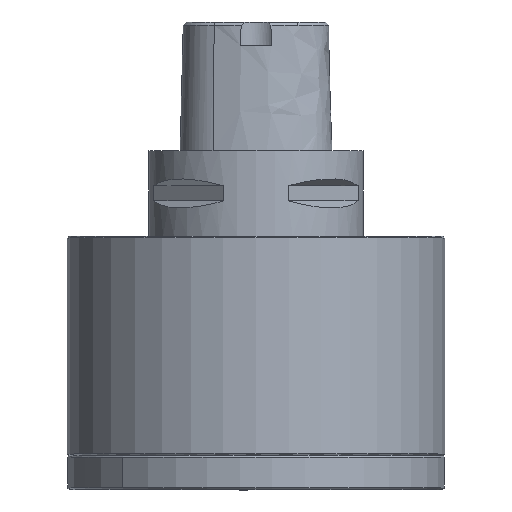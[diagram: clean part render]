
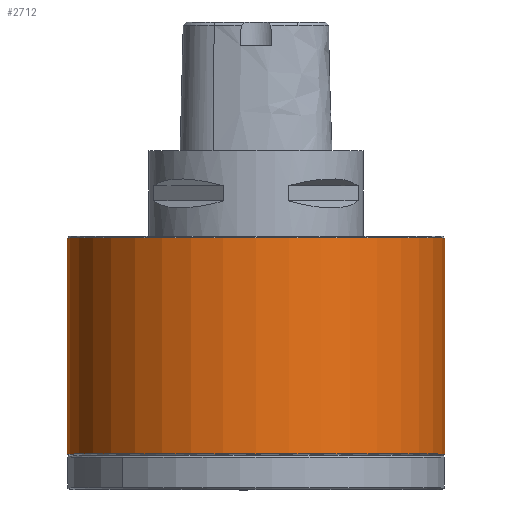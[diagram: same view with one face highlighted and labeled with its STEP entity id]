
A CAD part, top view. The second image highlights one B-rep face of the part: STEP entity #2712.
In plain terms, the highlighted cylindrical face has radius 44.056 mm (diameter 88.113 mm), a partial arc.
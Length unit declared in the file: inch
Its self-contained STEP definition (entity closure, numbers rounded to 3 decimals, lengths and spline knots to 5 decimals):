
#212 = CARTESIAN_POINT ( 'NONE',  ( -1.7345, 2., 0. ) ) ;
#320 = DIRECTION ( 'NONE',  ( -1., 0., 0. ) ) ;
#366 = EDGE_LOOP ( 'NONE', ( #1178, #6754, #814, #7337 ) ) ;
#475 = DIRECTION ( 'NONE',  ( 0., -1., 0. ) ) ;
#521 = VECTOR ( 'NONE', #2045, 39.37008 ) ;
#556 = CARTESIAN_POINT ( 'NONE',  ( 1.7345, 0.015, 0. ) ) ;
#669 = DIRECTION ( 'NONE',  ( 1., 0., 0. ) ) ;
#814 = ORIENTED_EDGE ( 'NONE', *, *, #5663, .T. ) ;
#957 = LINE ( 'NONE', #2723, #3823 ) ;
#1033 = EDGE_CURVE ( 'NONE', #3501, #1203, #7191, .T. ) ;
#1178 = ORIENTED_EDGE ( 'NONE', *, *, #1033, .T. ) ;
#1203 = VERTEX_POINT ( 'NONE', #212 ) ;
#1661 = CIRCLE ( 'NONE', #3044, 1.7345 ) ;
#1830 = DIRECTION ( 'NONE',  ( 0., 1., 0. ) ) ;
#2045 = DIRECTION ( 'NONE',  ( 0., -1., 0. ) ) ;
#2712 = ADVANCED_FACE ( 'NONE', ( #3492 ), #7164, .T. ) ;
#2723 = CARTESIAN_POINT ( 'NONE',  ( 1.7345, -16.14072, 0. ) ) ;
#2728 = CARTESIAN_POINT ( 'NONE',  ( -1.7345, 0.015, 0. ) ) ;
#2889 = EDGE_CURVE ( 'NONE', #3501, #4831, #957, .T. ) ;
#3044 = AXIS2_PLACEMENT_3D ( 'NONE', #5867, #1830, #5276 ) ;
#3244 = AXIS2_PLACEMENT_3D ( 'NONE', #6364, #4145, #320 ) ;
#3428 = CARTESIAN_POINT ( 'NONE',  ( -1.7345, -16.14072, 0. ) ) ;
#3492 = FACE_OUTER_BOUND ( 'NONE', #366, .T. ) ;
#3501 = VERTEX_POINT ( 'NONE', #6615 ) ;
#3561 = CARTESIAN_POINT ( 'NONE',  ( 0., -16.14072, 0. ) ) ;
#3823 = VECTOR ( 'NONE', #475, 39.37008 ) ;
#4145 = DIRECTION ( 'NONE',  ( 0., -1., 0. ) ) ;
#4726 = EDGE_CURVE ( 'NONE', #1203, #6137, #5113, .T. ) ;
#4831 = VERTEX_POINT ( 'NONE', #556 ) ;
#5113 = LINE ( 'NONE', #3428, #521 ) ;
#5276 = DIRECTION ( 'NONE',  ( 1., 0., 0. ) ) ;
#5663 = EDGE_CURVE ( 'NONE', #6137, #4831, #1661, .T. ) ;
#5867 = CARTESIAN_POINT ( 'NONE',  ( 0., 0.015, 0. ) ) ;
#6137 = VERTEX_POINT ( 'NONE', #2728 ) ;
#6364 = CARTESIAN_POINT ( 'NONE',  ( 0., 2., 0. ) ) ;
#6615 = CARTESIAN_POINT ( 'NONE',  ( 1.7345, 2., 0. ) ) ;
#6754 = ORIENTED_EDGE ( 'NONE', *, *, #4726, .T. ) ;
#7008 = DIRECTION ( 'NONE',  ( 0., -1., 0. ) ) ;
#7164 = CYLINDRICAL_SURFACE ( 'NONE', #7250, 1.7345 ) ;
#7191 = CIRCLE ( 'NONE', #3244, 1.7345 ) ;
#7250 = AXIS2_PLACEMENT_3D ( 'NONE', #3561, #7008, #669 ) ;
#7337 = ORIENTED_EDGE ( 'NONE', *, *, #2889, .F. ) ;
